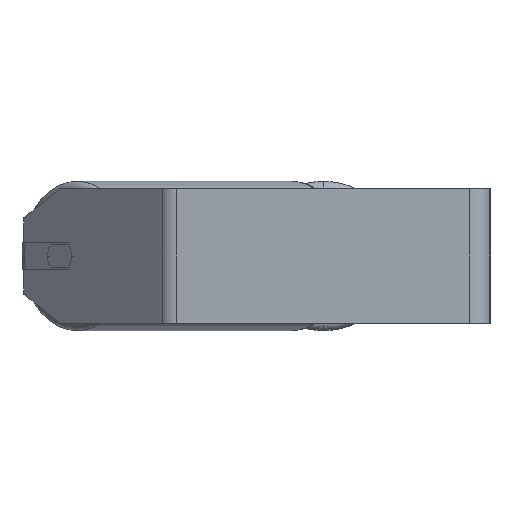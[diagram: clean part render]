
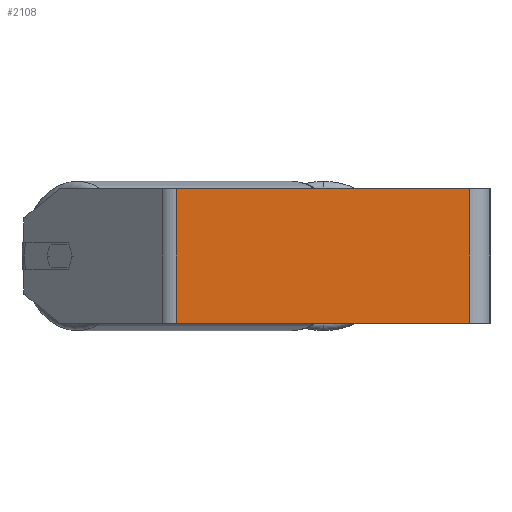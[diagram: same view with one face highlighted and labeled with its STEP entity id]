
A CAD part, left-side view. The second image highlights one B-rep face of the part: STEP entity #2108.
In plain terms, the highlighted planar face has unit normal (-1, 0, 0).
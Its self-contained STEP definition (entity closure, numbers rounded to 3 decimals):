
#560 = EDGE_CURVE ( 'NONE', #2929, #7415, #3524, .T. ) ;
#682 = AXIS2_PLACEMENT_3D ( 'NONE', #7625, #4886, #3604 ) ;
#756 = CARTESIAN_POINT ( 'NONE',  ( -340., 12., 40. ) ) ;
#871 = CARTESIAN_POINT ( 'NONE',  ( -340., 191.47, -40. ) ) ;
#1004 = VERTEX_POINT ( 'NONE', #7046 ) ;
#1040 = CARTESIAN_POINT ( 'NONE',  ( -340., 186.5, -40. ) ) ;
#1573 = ORIENTED_EDGE ( 'NONE', *, *, #7292, .T. ) ;
#2105 = EDGE_CURVE ( 'NONE', #1004, #3321, #4122, .T. ) ;
#2108 = ADVANCED_FACE ( 'NONE', ( #2851 ), #8248, .F. ) ;
#2771 = ORIENTED_EDGE ( 'NONE', *, *, #2105, .F. ) ;
#2851 = FACE_OUTER_BOUND ( 'NONE', #8094, .T. ) ;
#2929 = VERTEX_POINT ( 'NONE', #6320 ) ;
#3044 = DIRECTION ( 'NONE',  ( 0., -1., 0. ) ) ;
#3321 = VERTEX_POINT ( 'NONE', #7026 ) ;
#3469 = DIRECTION ( 'NONE',  ( 0., 0., -1. ) ) ;
#3524 = LINE ( 'NONE', #6794, #8135 ) ;
#3604 = DIRECTION ( 'NONE',  ( 0., 0., -1. ) ) ;
#4122 = LINE ( 'NONE', #756, #5913 ) ;
#4411 = CARTESIAN_POINT ( 'NONE',  ( -340., 191.47, 40. ) ) ;
#4886 = DIRECTION ( 'NONE',  ( 1., 0., 0. ) ) ;
#5563 = VECTOR ( 'NONE', #3044, 1000. ) ;
#5913 = VECTOR ( 'NONE', #3469, 1000. ) ;
#6219 = DIRECTION ( 'NONE',  ( 0., 0., -1. ) ) ;
#6320 = CARTESIAN_POINT ( 'NONE',  ( -340., 186.5, 40. ) ) ;
#6794 = CARTESIAN_POINT ( 'NONE',  ( -340., 186.5, 40. ) ) ;
#6995 = LINE ( 'NONE', #871, #5563 ) ;
#7026 = CARTESIAN_POINT ( 'NONE',  ( -340., 12., -40. ) ) ;
#7046 = CARTESIAN_POINT ( 'NONE',  ( -340., 12., 40. ) ) ;
#7113 = DIRECTION ( 'NONE',  ( 0., -1., 0. ) ) ;
#7289 = EDGE_CURVE ( 'NONE', #2929, #1004, #7649, .T. ) ;
#7292 = EDGE_CURVE ( 'NONE', #7415, #3321, #6995, .T. ) ;
#7415 = VERTEX_POINT ( 'NONE', #1040 ) ;
#7431 = ORIENTED_EDGE ( 'NONE', *, *, #560, .T. ) ;
#7625 = CARTESIAN_POINT ( 'NONE',  ( -340., 191.47, 40. ) ) ;
#7649 = LINE ( 'NONE', #4411, #8515 ) ;
#8094 = EDGE_LOOP ( 'NONE', ( #1573, #2771, #8488, #7431 ) ) ;
#8135 = VECTOR ( 'NONE', #6219, 1000. ) ;
#8248 = PLANE ( 'NONE',  #682 ) ;
#8488 = ORIENTED_EDGE ( 'NONE', *, *, #7289, .F. ) ;
#8515 = VECTOR ( 'NONE', #7113, 1000. ) ;
